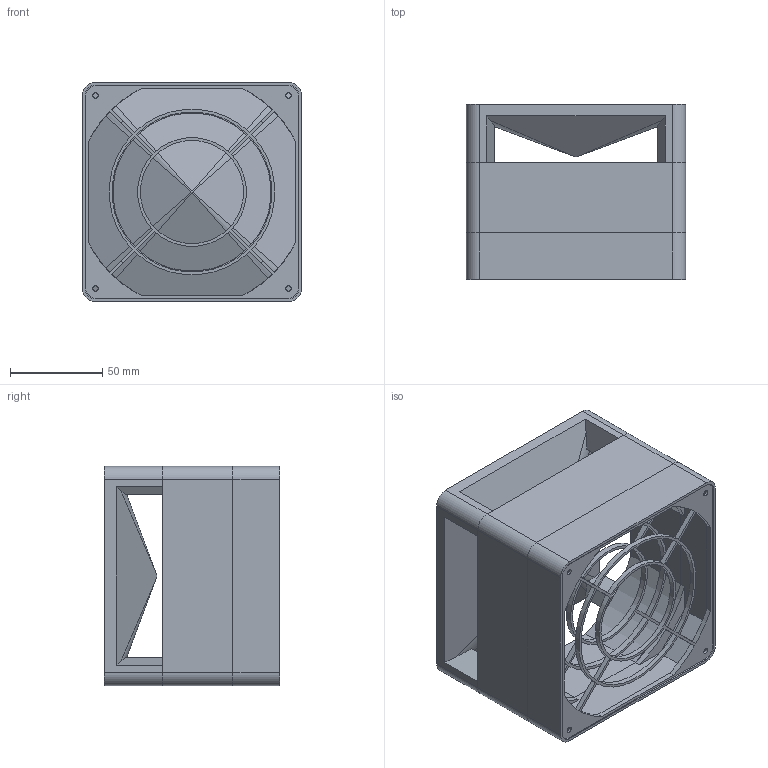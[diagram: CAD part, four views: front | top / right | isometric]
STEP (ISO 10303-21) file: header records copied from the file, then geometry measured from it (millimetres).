
FILE_DESCRIPTION(/* description */ (''),/* implementation_level */ '2;1');
FILE_NAME(/* name */ 'Filter Assembly.stp',/* time_stamp */ '2021-05-11T01:22:42-07:00',/* author */ ('Andrew'),/* organization */ (''),/* preprocessor_version */ 'ST-DEVELOPER v18.1',/* originating_system */ 'Autodesk Inventor 2021',/* authorisation */ '');
FILE_SCHEMA (('AUTOMOTIVE_DESIGN { 1 0 10303 214 3 1 1 }'));
Length unit declared in the file: inch
Products named in the file (5): Assembly1; 120mm Fan; exhaust; filterFrame; intake2
Assembly tree (4 placements, depth 2):
  Assembly1
    120mm Fan
    exhaust
    filterFrame
    intake2
Bounding box: 119 x 95.15 x 119 mm (x, y, z)
Volume: 343964.7 mm3; surface area: 121604.3 mm2
Topology: 4 solids, 4 shells, 190 faces, 538 edges, 357 vertices
Faces by surface type: plane 96, cylinder 86, bspline 8
Full cylindrical faces by diameter (mm): 3 x12, 4.5 x4, 6 x4, 56 x2
Entity records: 6634 total; most frequent: CARTESIAN_POINT 1274, DIRECTION 1088, ORIENTED_EDGE 1068, EDGE_CURVE 534, AXIS2_PLACEMENT_3D 371, VERTEX_POINT 357, LINE 346, VECTOR 346
